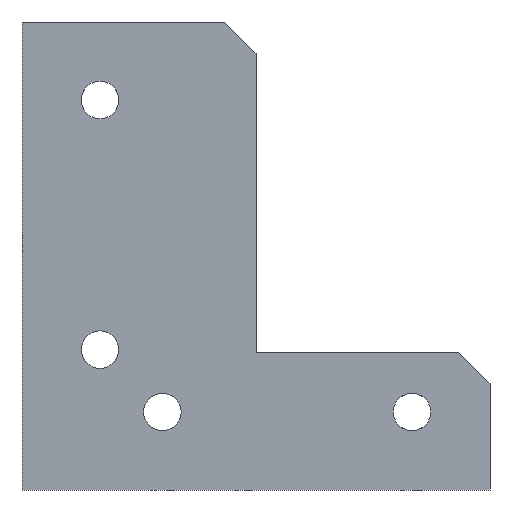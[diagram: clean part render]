
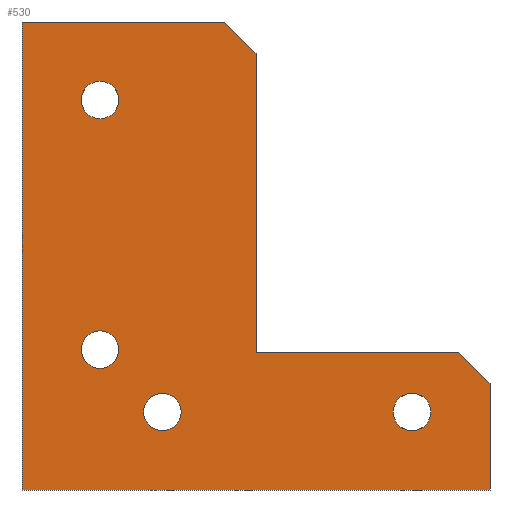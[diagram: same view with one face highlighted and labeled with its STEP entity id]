
A CAD part, front view. The second image highlights one B-rep face of the part: STEP entity #530.
In plain terms, the highlighted planar face has unit normal (0, -1, 0).
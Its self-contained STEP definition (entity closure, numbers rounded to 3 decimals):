
#29=FACE_BOUND('',#113,.T.);
#30=FACE_BOUND('',#114,.T.);
#31=FACE_BOUND('',#115,.T.);
#32=FACE_BOUND('',#116,.T.);
#46=PLANE('',#586);
#72=FACE_OUTER_BOUND('',#112,.T.);
#112=EDGE_LOOP('',(#481,#482,#483,#484,#485,#486,#487,#488));
#113=EDGE_LOOP('',(#489));
#114=EDGE_LOOP('',(#490));
#115=EDGE_LOOP('',(#491));
#116=EDGE_LOOP('',(#492));
#145=LINE('',#1065,#183);
#149=LINE('',#1072,#187);
#157=LINE('',#1097,#195);
#159=LINE('',#1100,#197);
#167=LINE('',#1122,#205);
#168=LINE('',#1125,#206);
#170=LINE('',#1129,#208);
#172=LINE('',#1132,#210);
#183=VECTOR('',#641,10.);
#187=VECTOR('',#647,10.);
#195=VECTOR('',#667,10.);
#197=VECTOR('',#671,10.);
#205=VECTOR('',#697,10.);
#206=VECTOR('',#700,10.);
#208=VECTOR('',#704,10.);
#210=VECTOR('',#708,10.);
#223=CIRCLE('',#575,6.);
#224=CIRCLE('',#577,6.);
#225=CIRCLE('',#579,6.);
#226=CIRCLE('',#581,6.);
#255=VERTEX_POINT('',#1062);
#256=VERTEX_POINT('',#1064);
#258=VERTEX_POINT('',#1070);
#268=VERTEX_POINT('',#1094);
#269=VERTEX_POINT('',#1096);
#270=VERTEX_POINT('',#1102);
#271=VERTEX_POINT('',#1107);
#272=VERTEX_POINT('',#1112);
#273=VERTEX_POINT('',#1116);
#274=VERTEX_POINT('',#1120);
#275=VERTEX_POINT('',#1124);
#276=VERTEX_POINT('',#1128);
#313=EDGE_CURVE('',#255,#256,#145,.T.);
#317=EDGE_CURVE('',#258,#255,#149,.T.);
#329=EDGE_CURVE('',#268,#269,#157,.T.);
#331=EDGE_CURVE('',#269,#258,#159,.T.);
#333=EDGE_CURVE('',#270,#270,#223,.T.);
#336=EDGE_CURVE('',#271,#271,#224,.T.);
#339=EDGE_CURVE('',#272,#272,#225,.T.);
#341=EDGE_CURVE('',#273,#273,#226,.T.);
#343=EDGE_CURVE('',#268,#274,#167,.T.);
#344=EDGE_CURVE('',#274,#275,#168,.T.);
#346=EDGE_CURVE('',#275,#276,#170,.T.);
#348=EDGE_CURVE('',#276,#256,#172,.T.);
#481=ORIENTED_EDGE('',*,*,#313,.F.);
#482=ORIENTED_EDGE('',*,*,#317,.F.);
#483=ORIENTED_EDGE('',*,*,#331,.F.);
#484=ORIENTED_EDGE('',*,*,#329,.F.);
#485=ORIENTED_EDGE('',*,*,#343,.T.);
#486=ORIENTED_EDGE('',*,*,#344,.T.);
#487=ORIENTED_EDGE('',*,*,#346,.T.);
#488=ORIENTED_EDGE('',*,*,#348,.T.);
#489=ORIENTED_EDGE('',*,*,#341,.F.);
#490=ORIENTED_EDGE('',*,*,#339,.F.);
#491=ORIENTED_EDGE('',*,*,#336,.F.);
#492=ORIENTED_EDGE('',*,*,#333,.F.);
#530=ADVANCED_FACE('',(#72,#29,#30,#31,#32),#46,.F.);
#575=AXIS2_PLACEMENT_3D('',#1104,#675,#676);
#577=AXIS2_PLACEMENT_3D('',#1109,#681,#682);
#579=AXIS2_PLACEMENT_3D('',#1114,#687,#688);
#581=AXIS2_PLACEMENT_3D('',#1118,#692,#693);
#586=AXIS2_PLACEMENT_3D('',#1133,#709,#710);
#641=DIRECTION('',(0.707,0.,-0.707));
#647=DIRECTION('',(1.,0.,0.));
#667=DIRECTION('',(0.707,0.,-0.707));
#671=DIRECTION('',(0.,0.,-1.));
#675=DIRECTION('center_axis',(0.,-1.,0.));
#676=DIRECTION('ref_axis',(1.,0.,0.));
#681=DIRECTION('center_axis',(0.,-1.,0.));
#682=DIRECTION('ref_axis',(1.,0.,0.));
#687=DIRECTION('center_axis',(0.,-1.,0.));
#688=DIRECTION('ref_axis',(1.,0.,0.));
#692=DIRECTION('center_axis',(0.,-1.,0.));
#693=DIRECTION('ref_axis',(1.,0.,0.));
#697=DIRECTION('',(-1.,0.,0.));
#700=DIRECTION('',(0.,0.,-1.));
#704=DIRECTION('',(1.,0.,0.));
#708=DIRECTION('',(0.,0.,1.));
#709=DIRECTION('center_axis',(0.,1.,0.));
#710=DIRECTION('ref_axis',(1.,0.,0.));
#1062=CARTESIAN_POINT('',(140.,0.,44.));
#1064=CARTESIAN_POINT('',(150.,0.,34.));
#1065=CARTESIAN_POINT('',(118.5,0.,65.5));
#1070=CARTESIAN_POINT('',(75.,0.,44.));
#1072=CARTESIAN_POINT('',(75.,0.,44.));
#1094=CARTESIAN_POINT('',(65.,0.,150.));
#1096=CARTESIAN_POINT('',(75.,0.,140.));
#1097=CARTESIAN_POINT('',(88.75,0.,126.25));
#1100=CARTESIAN_POINT('',(75.,0.,150.));
#1102=CARTESIAN_POINT('',(119.,0.,25.));
#1104=CARTESIAN_POINT('Origin',(125.,0.,25.));
#1107=CARTESIAN_POINT('',(19.,0.,125.));
#1109=CARTESIAN_POINT('Origin',(25.,0.,125.));
#1112=CARTESIAN_POINT('',(19.,0.,45.));
#1114=CARTESIAN_POINT('Origin',(25.,0.,45.));
#1116=CARTESIAN_POINT('',(39.,0.,25.));
#1118=CARTESIAN_POINT('Origin',(45.,0.,25.));
#1120=CARTESIAN_POINT('',(0.,0.,150.));
#1122=CARTESIAN_POINT('',(75.,0.,150.));
#1124=CARTESIAN_POINT('',(0.,0.,0.));
#1125=CARTESIAN_POINT('',(0.,0.,150.));
#1128=CARTESIAN_POINT('',(150.,0.,0.));
#1129=CARTESIAN_POINT('',(0.,0.,0.));
#1132=CARTESIAN_POINT('',(150.,0.,0.));
#1133=CARTESIAN_POINT('Origin',(75.,0.,75.));
